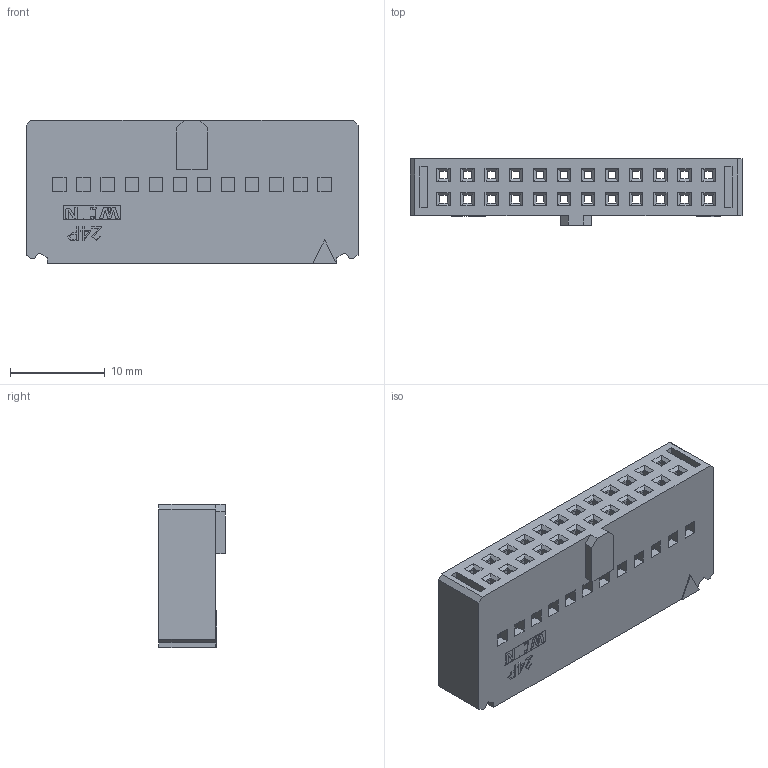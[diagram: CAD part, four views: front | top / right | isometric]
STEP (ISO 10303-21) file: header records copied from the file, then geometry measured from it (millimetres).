
FILE_DESCRIPTION( ('This file contains a STEP AP42 implementation' ,'as created by ZW3D STEP Interface translator.') ,'2;1' );
FILE_NAME( '3210-HXXB01W.stp' ,'231130.152248', (''), ('ZWCAD Software Co.'), 'Version 1.0', 'ZW3D to STEP translator', '' );
FILE_SCHEMA(('AUTOMOTIVE_DESIGN { 1 0 10303 214 1 1 1 1 }'));
Length unit declared in the file: millimetre
Products named in the file (1): 0
Bounding box: 34.98 x 7 x 15.1 mm (x, y, z)
Volume: 1902.8 mm3
Topology: 1 solids, 3 shells, 690 faces, 1877 edges, 1204 vertices
Faces by surface type: plane 663, bspline 21, cylinder 6
Entity records: 22326 total; most frequent: CARTESIAN_POINT 4208, ORIENTED_EDGE 3758, DIRECTION 3193, EDGE_CURVE 1879, VECTOR 1825, LINE 1825, VERTEX_POINT 1205, EDGE_LOOP 800
